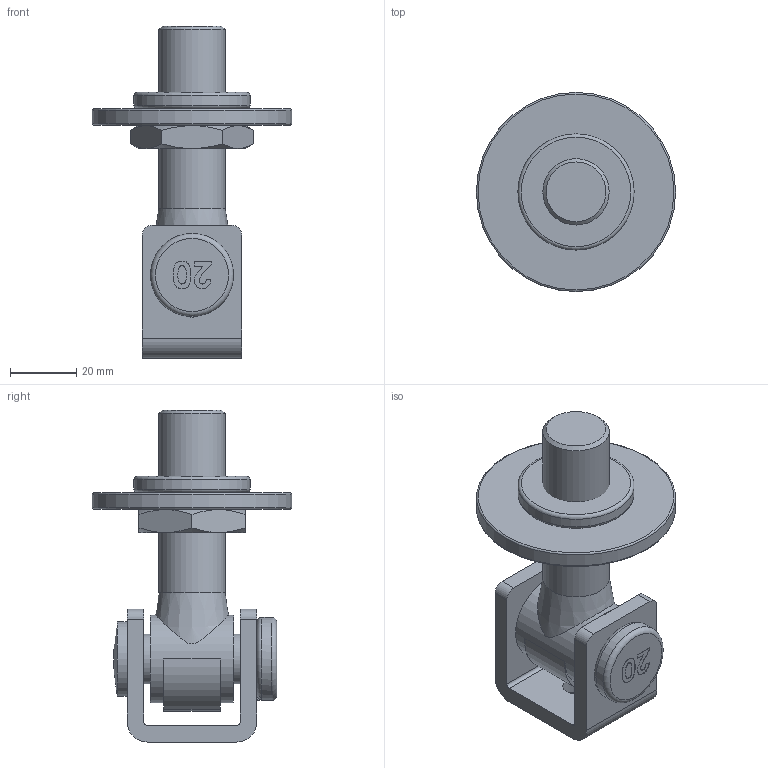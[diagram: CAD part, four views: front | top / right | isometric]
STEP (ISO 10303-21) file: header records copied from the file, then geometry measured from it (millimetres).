
FILE_DESCRIPTION (( 'STEP AP203' ), '1' );
FILE_NAME ('155-M20.STEP', '2024-05-28T13:08:05', ( '' ), ( '' ), 'SwSTEP 2.0', 'SolidWorks 2018', '' );
FILE_SCHEMA (( 'CONFIG_CONTROL_DESIGN' ));
Length unit declared in the file: millimetre
Products named in the file (6): 155-MXX Teil5_155-M20 Teil5; 155-MXX Teil2_155-M20 Teil2; 155-MXX Teil3_155-M20 Teil3; 155-MXX Teil4_155-M20 Teil4; 155-MXX Teil1_155-M20 Teil1; 155-M20
Assembly tree (5 placements, depth 2):
  155-M20
    155-MXX Teil1_155-M20 Teil1
    155-MXX Teil2_155-M20 Teil2
    155-MXX Teil3_155-M20 Teil3
    155-MXX Teil5_155-M20 Teil5
    155-MXX Teil4_155-M20 Teil4
Bounding box: 60 x 60 x 100 mm (x, y, z)
Volume: 75545 mm3; surface area: 32099.2 mm2
Topology: 7 solids, 7 shells, 327 faces, 825 edges, 544 vertices
Faces by surface type: plane 173, bspline 95, cylinder 32, cone 19, torus 7, sphere 1
Full cylindrical faces by diameter (mm): 6.8 x1, 8 x2, 9 x1, 14.9 x1, 15 x2, 17.5 x1, 20 x1, 22.5 x1, 25 x3, 26.5 x1, 27.4 x1, 29.4 x1, 35 x1, 60 x1
Entity records: 15681 total; most frequent: CARTESIAN_POINT 7964, ORIENTED_EDGE 1574, DIRECTION 1145, EDGE_CURVE 787, VERTEX_POINT 536, LINE 471, VECTOR 471, EDGE_LOOP 399
